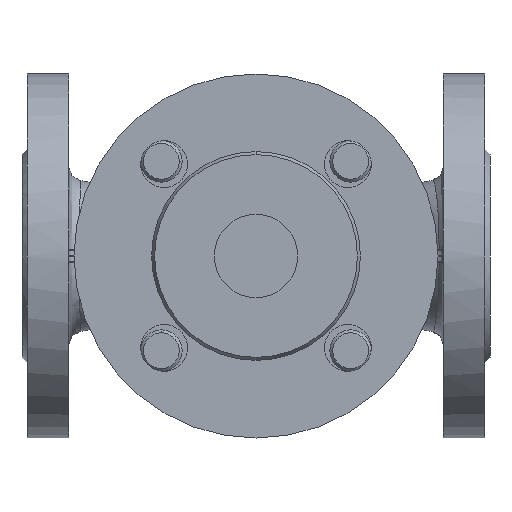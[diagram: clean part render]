
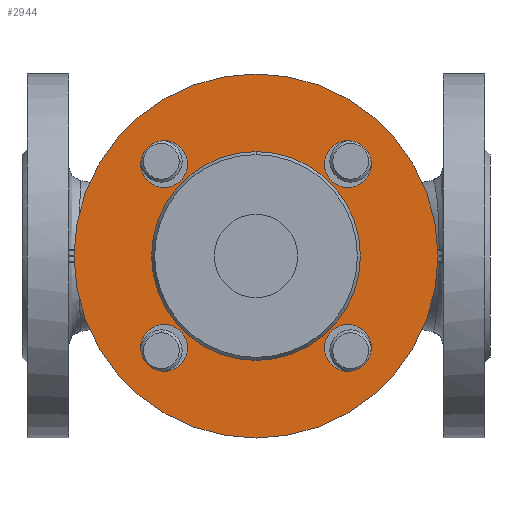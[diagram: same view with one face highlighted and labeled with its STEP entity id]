
A CAD part, front view. The second image highlights one B-rep face of the part: STEP entity #2944.
In plain terms, the highlighted planar face has unit normal (0, -1, 0).
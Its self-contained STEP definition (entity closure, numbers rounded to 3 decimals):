
#1409 = EDGE_CURVE ( 'NONE', #37779, #39218, #157225, .T. ) ;
#2325 = FACE_BOUND ( 'NONE', #163175, .T. ) ;
#2944 = ADVANCED_FACE ( 'NONE', ( #108776, #36588, #104805, #2325, #70709, #138938 ), #114765, .F. ) ;
#3050 = CIRCLE ( 'NONE', #117017, 9. ) ;
#3521 = EDGE_CURVE ( 'NONE', #124077, #57333, #122799, .T. ) ;
#7378 = DIRECTION ( 'NONE',  ( 0., -1., 0. ) ) ;
#7604 = CARTESIAN_POINT ( 'NONE',  ( 0., -147., 40.155 ) ) ;
#9563 = AXIS2_PLACEMENT_3D ( 'NONE', #139216, #62458, #152203 ) ;
#9782 = DIRECTION ( 'NONE',  ( 0., -1., 0. ) ) ;
#12149 = CARTESIAN_POINT ( 'NONE',  ( -35.355, -147., 35.355 ) ) ;
#13218 = CARTESIAN_POINT ( 'NONE',  ( 0., -147., 70. ) ) ;
#16197 = ORIENTED_EDGE ( 'NONE', *, *, #97940, .F. ) ;
#16558 = EDGE_CURVE ( 'NONE', #57333, #124077, #20527, .T. ) ;
#18872 = DIRECTION ( 'NONE',  ( 0., 1., 0. ) ) ;
#19444 = VERTEX_POINT ( 'NONE', #13218 ) ;
#20527 = CIRCLE ( 'NONE', #47336, 40.155 ) ;
#22362 = ORIENTED_EDGE ( 'NONE', *, *, #48161, .F. ) ;
#23071 = VERTEX_POINT ( 'NONE', #112824 ) ;
#24310 = CARTESIAN_POINT ( 'NONE',  ( 35.355, -147., -44.355 ) ) ;
#24807 = CARTESIAN_POINT ( 'NONE',  ( -35.355, -147., 26.355 ) ) ;
#25127 = DIRECTION ( 'NONE',  ( 1., 0., 0. ) ) ;
#26068 = AXIS2_PLACEMENT_3D ( 'NONE', #142815, #66018, #155797 ) ;
#26990 = CIRCLE ( 'NONE', #9563, 9. ) ;
#27522 = CIRCLE ( 'NONE', #86182, 9. ) ;
#27782 = CARTESIAN_POINT ( 'NONE',  ( 35.355, -147., 26.355 ) ) ;
#31555 = VERTEX_POINT ( 'NONE', #136220 ) ;
#32764 = CIRCLE ( 'NONE', #110095, 9. ) ;
#33808 = DIRECTION ( 'NONE',  ( 0., -1., 0. ) ) ;
#34307 = EDGE_LOOP ( 'NONE', ( #56370, #42367 ) ) ;
#34657 = DIRECTION ( 'NONE',  ( 0., 0., 1. ) ) ;
#36346 = DIRECTION ( 'NONE',  ( 0., 1., 0. ) ) ;
#36588 = FACE_BOUND ( 'NONE', #34307, .T. ) ;
#37363 = CARTESIAN_POINT ( 'NONE',  ( 35.355, -147., 44.355 ) ) ;
#37779 = VERTEX_POINT ( 'NONE', #73291 ) ;
#39218 = VERTEX_POINT ( 'NONE', #24310 ) ;
#40144 = CARTESIAN_POINT ( 'NONE',  ( 0., -147., 0. ) ) ;
#42367 = ORIENTED_EDGE ( 'NONE', *, *, #152138, .F. ) ;
#43467 = CARTESIAN_POINT ( 'NONE',  ( 0., -147., 0. ) ) ;
#43931 = CARTESIAN_POINT ( 'NONE',  ( 35.355, -147., 35.355 ) ) ;
#44541 = EDGE_LOOP ( 'NONE', ( #86707, #22362 ) ) ;
#46825 = VERTEX_POINT ( 'NONE', #37363 ) ;
#47336 = AXIS2_PLACEMENT_3D ( 'NONE', #40144, #129835, #53030 ) ;
#48161 = EDGE_CURVE ( 'NONE', #128105, #19444, #87481, .T. ) ;
#50297 = VERTEX_POINT ( 'NONE', #27782 ) ;
#53030 = DIRECTION ( 'NONE',  ( 0., 0., 1. ) ) ;
#55874 = CARTESIAN_POINT ( 'NONE',  ( -35.355, -147., -35.355 ) ) ;
#55922 = EDGE_LOOP ( 'NONE', ( #132777, #140886 ) ) ;
#56370 = ORIENTED_EDGE ( 'NONE', *, *, #149302, .F. ) ;
#56871 = DIRECTION ( 'NONE',  ( 0., 0., -1. ) ) ;
#57333 = VERTEX_POINT ( 'NONE', #7604 ) ;
#57437 = DIRECTION ( 'NONE',  ( 0., 1., 0. ) ) ;
#60087 = AXIS2_PLACEMENT_3D ( 'NONE', #95833, #18872, #108666 ) ;
#62458 = DIRECTION ( 'NONE',  ( 0., -1., 0. ) ) ;
#63665 = EDGE_CURVE ( 'NONE', #46825, #50297, #103627, .T. ) ;
#66018 = DIRECTION ( 'NONE',  ( 0., 1., 0. ) ) ;
#68809 = DIRECTION ( 'NONE',  ( 0., 0., 1. ) ) ;
#70709 = FACE_OUTER_BOUND ( 'NONE', #44541, .T. ) ;
#73291 = CARTESIAN_POINT ( 'NONE',  ( 35.355, -147., -26.355 ) ) ;
#78519 = AXIS2_PLACEMENT_3D ( 'NONE', #43467, #36346, #34657 ) ;
#82507 = ORIENTED_EDGE ( 'NONE', *, *, #102871, .F. ) ;
#82969 = CARTESIAN_POINT ( 'NONE',  ( -35.355, -147., 44.355 ) ) ;
#84390 = CARTESIAN_POINT ( 'NONE',  ( 35.355, -147., 35.355 ) ) ;
#84604 = ORIENTED_EDGE ( 'NONE', *, *, #1409, .F. ) ;
#86182 = AXIS2_PLACEMENT_3D ( 'NONE', #86792, #9782, #99642 ) ;
#86707 = ORIENTED_EDGE ( 'NONE', *, *, #147875, .F. ) ;
#86792 = CARTESIAN_POINT ( 'NONE',  ( -35.355, -147., 35.355 ) ) ;
#87481 = CIRCLE ( 'NONE', #26068, 70. ) ;
#88671 = ORIENTED_EDGE ( 'NONE', *, *, #141019, .F. ) ;
#91461 = CIRCLE ( 'NONE', #141616, 9. ) ;
#95833 = CARTESIAN_POINT ( 'NONE',  ( 0., -147., 0. ) ) ;
#97238 = DIRECTION ( 'NONE',  ( 0., 0., -1. ) ) ;
#97940 = EDGE_CURVE ( 'NONE', #39218, #37779, #91461, .T. ) ;
#99642 = DIRECTION ( 'NONE',  ( 1., 0., 0. ) ) ;
#101741 = AXIS2_PLACEMENT_3D ( 'NONE', #84390, #7378, #97238 ) ;
#102003 = DIRECTION ( 'NONE',  ( 0., -1., 0. ) ) ;
#102814 = AXIS2_PLACEMENT_3D ( 'NONE', #43931, #133641, #56871 ) ;
#102871 = EDGE_CURVE ( 'NONE', #154813, #147925, #32764, .T. ) ;
#103627 = CIRCLE ( 'NONE', #101741, 9. ) ;
#104805 = FACE_BOUND ( 'NONE', #143765, .T. ) ;
#105358 = CARTESIAN_POINT ( 'NONE',  ( 0., -147., -40.155 ) ) ;
#108435 = DIRECTION ( 'NONE',  ( 0., 0., 1. ) ) ;
#108635 = ORIENTED_EDGE ( 'NONE', *, *, #63665, .F. ) ;
#108666 = DIRECTION ( 'NONE',  ( 0., 0., 1. ) ) ;
#108776 = FACE_BOUND ( 'NONE', #133743, .T. ) ;
#110095 = AXIS2_PLACEMENT_3D ( 'NONE', #12149, #102003, #25127 ) ;
#110160 = CIRCLE ( 'NONE', #102814, 9. ) ;
#110639 = CARTESIAN_POINT ( 'NONE',  ( 35.355, -147., -35.355 ) ) ;
#112824 = CARTESIAN_POINT ( 'NONE',  ( -35.355, -147., -26.355 ) ) ;
#113855 = CARTESIAN_POINT ( 'NONE',  ( 0., -147., -70. ) ) ;
#114765 = PLANE ( 'NONE',  #150457 ) ;
#117017 = AXIS2_PLACEMENT_3D ( 'NONE', #55874, #145626, #68809 ) ;
#120711 = DIRECTION ( 'NONE',  ( 0., -1., 0. ) ) ;
#121855 = EDGE_CURVE ( 'NONE', #147925, #154813, #27522, .T. ) ;
#122363 = AXIS2_PLACEMENT_3D ( 'NONE', #155484, #120711, #139754 ) ;
#122799 = CIRCLE ( 'NONE', #78519, 40.155 ) ;
#123550 = DIRECTION ( 'NONE',  ( -1., 0., 0. ) ) ;
#124077 = VERTEX_POINT ( 'NONE', #105358 ) ;
#128105 = VERTEX_POINT ( 'NONE', #113855 ) ;
#129835 = DIRECTION ( 'NONE',  ( 0., 1., 0. ) ) ;
#132777 = ORIENTED_EDGE ( 'NONE', *, *, #16558, .T. ) ;
#133641 = DIRECTION ( 'NONE',  ( 0., -1., 0. ) ) ;
#133743 = EDGE_LOOP ( 'NONE', ( #82507, #150755 ) ) ;
#136220 = CARTESIAN_POINT ( 'NONE',  ( -35.355, -147., -44.355 ) ) ;
#138938 = FACE_BOUND ( 'NONE', #55922, .T. ) ;
#139216 = CARTESIAN_POINT ( 'NONE',  ( -35.355, -147., -35.355 ) ) ;
#139754 = DIRECTION ( 'NONE',  ( -1., 0., 0. ) ) ;
#140886 = ORIENTED_EDGE ( 'NONE', *, *, #3521, .T. ) ;
#141019 = EDGE_CURVE ( 'NONE', #50297, #46825, #110160, .T. ) ;
#141616 = AXIS2_PLACEMENT_3D ( 'NONE', #110639, #33808, #123550 ) ;
#142815 = CARTESIAN_POINT ( 'NONE',  ( 0., -147., 0. ) ) ;
#143765 = EDGE_LOOP ( 'NONE', ( #16197, #84604 ) ) ;
#145626 = DIRECTION ( 'NONE',  ( 0., -1., 0. ) ) ;
#147875 = EDGE_CURVE ( 'NONE', #19444, #128105, #149854, .T. ) ;
#147925 = VERTEX_POINT ( 'NONE', #82969 ) ;
#149302 = EDGE_CURVE ( 'NONE', #31555, #23071, #3050, .T. ) ;
#149854 = CIRCLE ( 'NONE', #60087, 70. ) ;
#150457 = AXIS2_PLACEMENT_3D ( 'NONE', #153539, #57437, #108435 ) ;
#150755 = ORIENTED_EDGE ( 'NONE', *, *, #121855, .F. ) ;
#152138 = EDGE_CURVE ( 'NONE', #23071, #31555, #26990, .T. ) ;
#152203 = DIRECTION ( 'NONE',  ( 0., 0., 1. ) ) ;
#153539 = CARTESIAN_POINT ( 'NONE',  ( 40.155, -147., 0. ) ) ;
#154813 = VERTEX_POINT ( 'NONE', #24807 ) ;
#155484 = CARTESIAN_POINT ( 'NONE',  ( 35.355, -147., -35.355 ) ) ;
#155797 = DIRECTION ( 'NONE',  ( 0., 0., 1. ) ) ;
#157225 = CIRCLE ( 'NONE', #122363, 9. ) ;
#163175 = EDGE_LOOP ( 'NONE', ( #88671, #108635 ) ) ;
